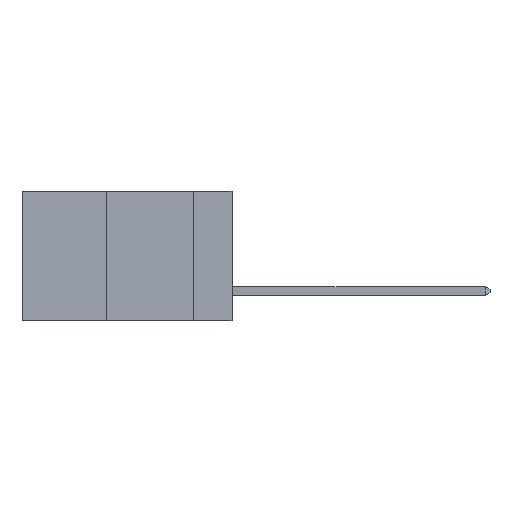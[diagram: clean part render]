
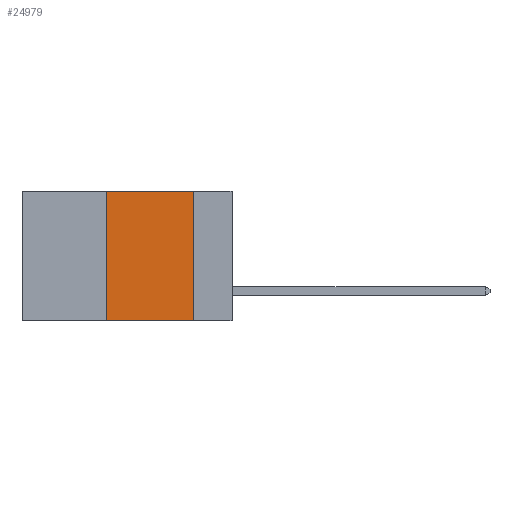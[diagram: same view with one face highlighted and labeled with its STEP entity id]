
A CAD part, left-side view. The second image highlights one B-rep face of the part: STEP entity #24979.
In plain terms, the highlighted planar face has unit normal (-1, 0, 0).
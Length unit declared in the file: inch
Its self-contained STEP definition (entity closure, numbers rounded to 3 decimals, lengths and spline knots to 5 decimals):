
#1919 = CARTESIAN_POINT ( 'NONE',  ( 0., 0.11, 0. ) ) ;
#1949 = EDGE_LOOP ( 'NONE', ( #27692, #5374, #32214, #31549 ) ) ;
#2329 = VERTEX_POINT ( 'NONE', #6398 ) ;
#3675 = VECTOR ( 'NONE', #34931, 39.37008 ) ;
#4297 = DIRECTION ( 'NONE',  ( 0., -1., 0. ) ) ;
#5374 = ORIENTED_EDGE ( 'NONE', *, *, #7432, .F. ) ;
#6254 = VERTEX_POINT ( 'NONE', #11021 ) ;
#6398 = CARTESIAN_POINT ( 'NONE',  ( 0., 0.11, -0.37 ) ) ;
#7259 = DIRECTION ( 'NONE',  ( 0., 0., 1. ) ) ;
#7432 = EDGE_CURVE ( 'NONE', #27413, #6254, #10950, .T. ) ;
#8779 = FACE_OUTER_BOUND ( 'NONE', #1949, .T. ) ;
#8965 = CARTESIAN_POINT ( 'NONE',  ( 0., 0.6, 0. ) ) ;
#9292 = VECTOR ( 'NONE', #7259, 39.37008 ) ;
#10451 = VERTEX_POINT ( 'NONE', #14538 ) ;
#10950 = LINE ( 'NONE', #13352, #3675 ) ;
#11021 = CARTESIAN_POINT ( 'NONE',  ( 0., 0.11, 0. ) ) ;
#11721 = DIRECTION ( 'NONE',  ( 0., 0., -1. ) ) ;
#13352 = CARTESIAN_POINT ( 'NONE',  ( 0., 0.6, 0. ) ) ;
#14538 = CARTESIAN_POINT ( 'NONE',  ( 0., 0.36, -0.37 ) ) ;
#14825 = EDGE_CURVE ( 'NONE', #10451, #27413, #17464, .T. ) ;
#17464 = LINE ( 'NONE', #26343, #9292 ) ;
#17613 = AXIS2_PLACEMENT_3D ( 'NONE', #8965, #28026, #11721 ) ;
#21684 = LINE ( 'NONE', #1919, #28017 ) ;
#22163 = EDGE_CURVE ( 'NONE', #10451, #2329, #32964, .T. ) ;
#24979 = ADVANCED_FACE ( 'NONE', ( #8779 ), #25333, .F. ) ;
#25168 = CARTESIAN_POINT ( 'NONE',  ( 0., 0.36, 0. ) ) ;
#25333 = PLANE ( 'NONE',  #17613 ) ;
#25885 = VECTOR ( 'NONE', #4297, 39.37008 ) ;
#26343 = CARTESIAN_POINT ( 'NONE',  ( 0., 0.36, 0. ) ) ;
#27413 = VERTEX_POINT ( 'NONE', #25168 ) ;
#27692 = ORIENTED_EDGE ( 'NONE', *, *, #31171, .F. ) ;
#28017 = VECTOR ( 'NONE', #31797, 39.37008 ) ;
#28026 = DIRECTION ( 'NONE',  ( 1., 0., 0. ) ) ;
#31171 = EDGE_CURVE ( 'NONE', #6254, #2329, #21684, .T. ) ;
#31510 = CARTESIAN_POINT ( 'NONE',  ( 0., 0.6, -0.37 ) ) ;
#31549 = ORIENTED_EDGE ( 'NONE', *, *, #22163, .T. ) ;
#31797 = DIRECTION ( 'NONE',  ( 0., 0., -1. ) ) ;
#32214 = ORIENTED_EDGE ( 'NONE', *, *, #14825, .F. ) ;
#32964 = LINE ( 'NONE', #31510, #25885 ) ;
#34931 = DIRECTION ( 'NONE',  ( 0., -1., 0. ) ) ;
